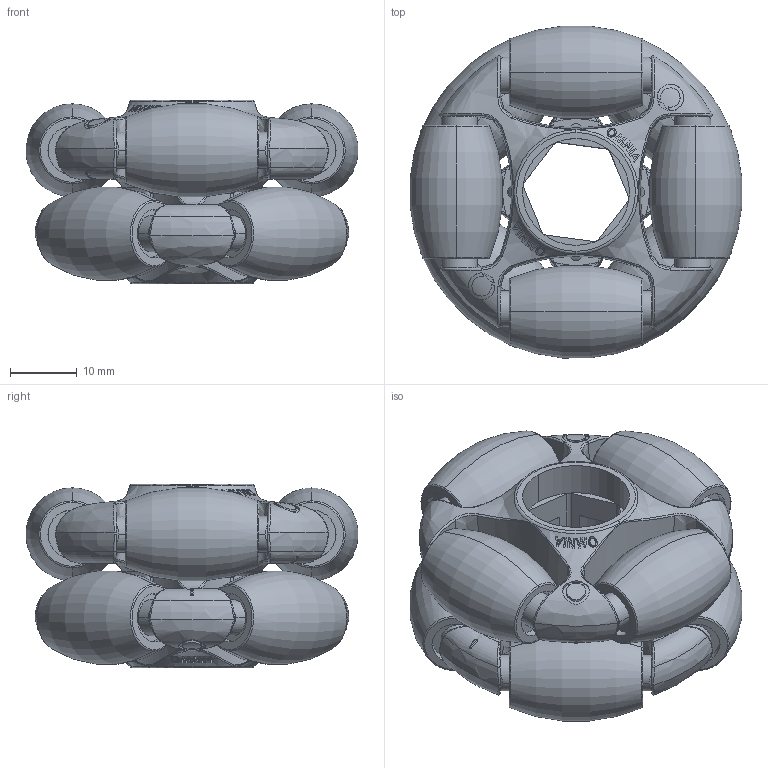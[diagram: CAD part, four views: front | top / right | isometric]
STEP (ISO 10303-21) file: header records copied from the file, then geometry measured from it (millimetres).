
FILE_DESCRIPTION (( 'STEP AP203' ), '1' );
FILE_NAME ('am-3902 2in Omni Wheel 14mm Hex Bore.STEP', '2022-05-23T18:29:14', ( '' ), ( '' ), 'SwSTEP 2.0', 'SolidWorks 2021', '' );
FILE_SCHEMA (( 'CONFIG_CONTROL_DESIGN' ));
Length unit declared in the file: inch
Products named in the file (1): am-3902 2in Omni Wheel 14mm Hex Bore
Bounding box: 49.75 x 49.75 x 27.5 mm (x, y, z)
Volume: 29779.6 mm3; surface area: 14808.2 mm2
Topology: 1 solids, 1 shells, 941 faces, 2339 edges, 1446 vertices
Faces by surface type: bspline 352, plane 272, cylinder 113, torus 112, cone 80, sphere 12
Entity records: 45722 total; most frequent: CARTESIAN_POINT 26925, ORIENTED_EDGE 4654, DIRECTION 2791, EDGE_CURVE 2327, VERTEX_POINT 1446, B_SPLINE_CURVE_WITH_KNOTS 1248, AXIS2_PLACEMENT_3D 1178, EDGE_LOOP 1017
